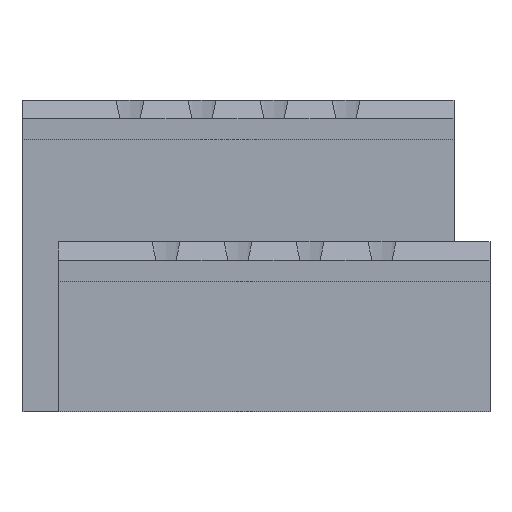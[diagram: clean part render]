
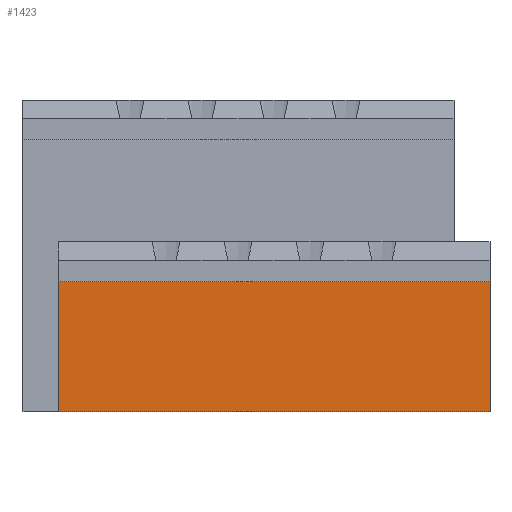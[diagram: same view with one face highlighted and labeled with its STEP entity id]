
A CAD part, front view. The second image highlights one B-rep face of the part: STEP entity #1423.
In plain terms, the highlighted planar face has unit normal (0, -1, 0).
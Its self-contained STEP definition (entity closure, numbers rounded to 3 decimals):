
#1423 = ADVANCED_FACE( '', ( #2823 ), #2824, .F. );
#2823 = FACE_OUTER_BOUND( '', #4189, .T. );
#2824 = PLANE( '', #4190 );
#4189 = EDGE_LOOP( '', ( #8098, #8099, #8100, #8101 ) );
#4190 = AXIS2_PLACEMENT_3D( '', #8102, #8103, #8104 );
#8098 = ORIENTED_EDGE( '', *, *, #8966, .F. );
#8099 = ORIENTED_EDGE( '', *, *, #9524, .F. );
#8100 = ORIENTED_EDGE( '', *, *, #9375, .F. );
#8101 = ORIENTED_EDGE( '', *, *, #9901, .F. );
#8102 = CARTESIAN_POINT( '', ( 0., -18.85, 0. ) );
#8103 = DIRECTION( '', ( 0., 1., 0. ) );
#8104 = DIRECTION( '', ( 0., 0., 1. ) );
#8966 = EDGE_CURVE( '', #11026, #11028, #11029, .T. );
#9375 = EDGE_CURVE( '', #11638, #11640, #11641, .T. );
#9524 = EDGE_CURVE( '', #11640, #11026, #11844, .T. );
#9901 = EDGE_CURVE( '', #11028, #11638, #12291, .T. );
#11026 = VERTEX_POINT( '', #14008 );
#11028 = VERTEX_POINT( '', #14011 );
#11029 = LINE( '', #14012, #14013 );
#11638 = VERTEX_POINT( '', #14994 );
#11640 = VERTEX_POINT( '', #14997 );
#11641 = LINE( '', #14998, #14999 );
#11844 = LINE( '', #15329, #15330 );
#12291 = LINE( '', #15980, #15981 );
#14008 = CARTESIAN_POINT( '', ( -12.7, -18.85, -11. ) );
#14011 = CARTESIAN_POINT( '', ( -12.7, -18.85, -1.8 ) );
#14012 = CARTESIAN_POINT( '', ( -12.7, -18.85, -11. ) );
#14013 = VECTOR( '', #16618, 1000. );
#14994 = CARTESIAN_POINT( '', ( 17.78, -18.85, -1.8 ) );
#14997 = CARTESIAN_POINT( '', ( 17.78, -18.85, -11. ) );
#14998 = CARTESIAN_POINT( '', ( 17.78, -18.85, -1.8 ) );
#14999 = VECTOR( '', #16986, 1000. );
#15329 = CARTESIAN_POINT( '', ( 17.78, -18.85, -11. ) );
#15330 = VECTOR( '', #17123, 1000. );
#15980 = CARTESIAN_POINT( '', ( -12.7, -18.85, -1.8 ) );
#15981 = VECTOR( '', #17393, 1000. );
#16618 = DIRECTION( '', ( 0., 0., 1. ) );
#16986 = DIRECTION( '', ( 0., 0., -1. ) );
#17123 = DIRECTION( '', ( -1., 0., 0. ) );
#17393 = DIRECTION( '', ( 1., 0., 0. ) );
